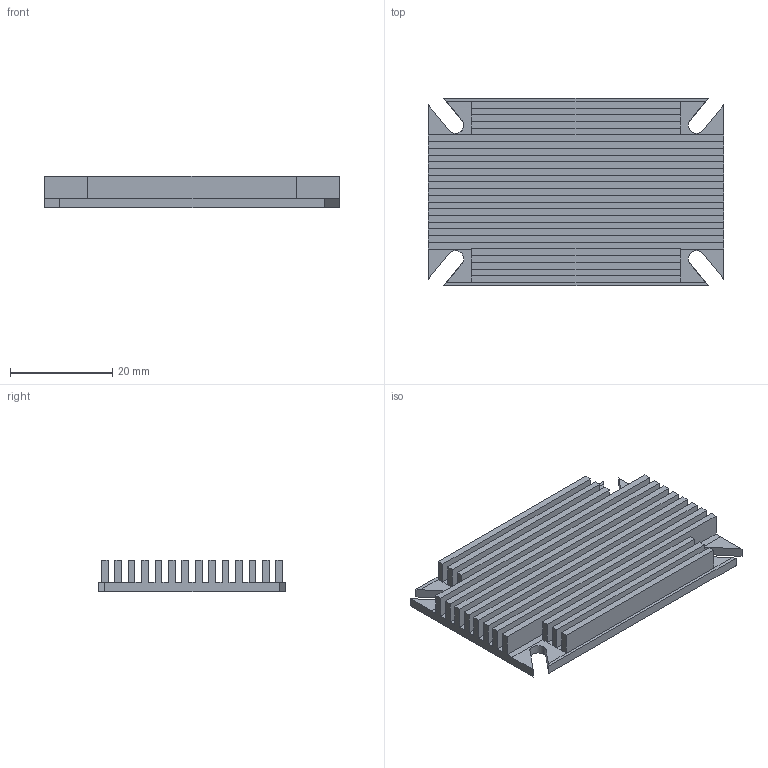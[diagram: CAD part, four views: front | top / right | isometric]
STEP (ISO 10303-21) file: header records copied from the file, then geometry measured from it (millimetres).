
FILE_DESCRIPTION (( 'STEP AP214' ), '1' );
FILE_NAME ('3DC4F3D3-C143-4999-A2AE-0DF6A484987D.STEP', '2024-05-11T07:00:34', ( '' ), ( '' ), 'SwSTEP 2.0', 'SolidWorks 2022', '' );
FILE_SCHEMA (( 'AUTOMOTIVE_DESIGN' ));
Length unit declared in the file: millimetre
Products named in the file (1): 3DC4F3D3-C143-4999-A2AE-0DF6A484987D
Bounding box: 57.91 x 36.82 x 6.1 mm (x, y, z)
Volume: 7642.4 mm3; surface area: 10773.2 mm2
Topology: 1 solids, 1 shells, 92 faces, 246 edges, 156 vertices
Faces by surface type: plane 86, cylinder 6
Entity records: 2656 total; most frequent: CARTESIAN_POINT 843, ORIENTED_EDGE 492, EDGE_CURVE 246, B_SPLINE_CURVE_WITH_KNOTS 234, DIRECTION 186, VERTEX_POINT 156, AXIS2_PLACEMENT_3D 93, EDGE_LOOP 92
